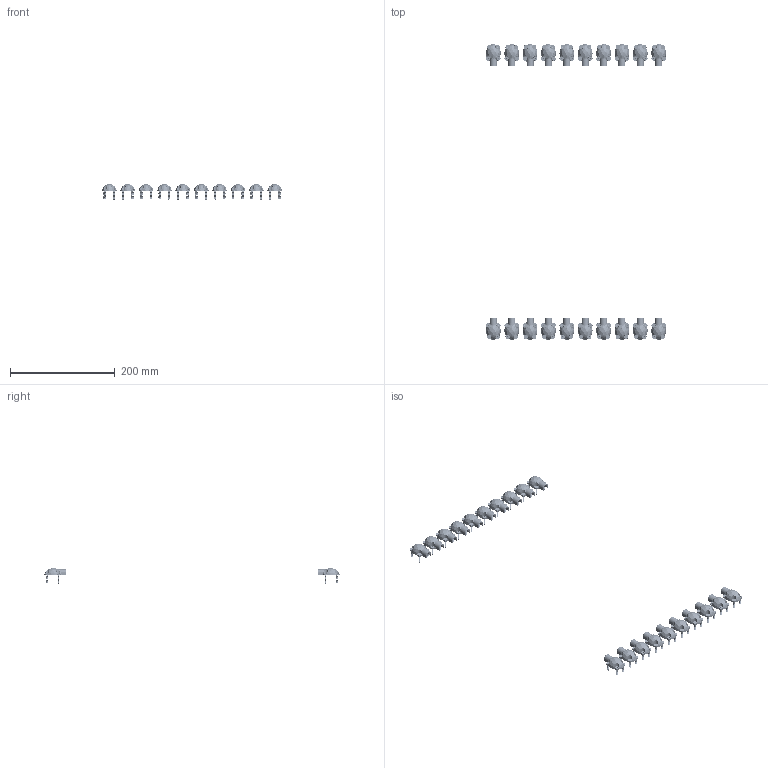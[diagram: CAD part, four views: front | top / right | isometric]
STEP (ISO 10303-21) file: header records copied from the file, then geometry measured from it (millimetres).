
FILE_DESCRIPTION (( 'STEP AP214' ), '1' );
FILE_NAME ('ECRLB7.STEP', '2021-08-03T14:07:49', ( '' ), ( '' ), 'SwSTEP 2.0', 'SolidWorks 2020', '' );
FILE_SCHEMA (( 'AUTOMOTIVE_DESIGN' ));
Length unit declared in the file: millimetre
Products named in the file (15): SCREW BAG FOR DL_SCREW BAG DL7; PP0053-PLASTIC END CAP ID7.2; MP0181-DL FIXING PART DIAM 7_MOULE ZAMACK; MP0179-OVOID END CAP DL DIAM 7_BLANC; ECRLB7; ISO 14586 - ST2.9 x 19-C-S_ISO 14586 - ST2.9 x 19-C-S
Assembly tree (114 placements, depth 3):
  ECRLB7
    MP0179-OVOID END CAP DL DIAM 7_BLANC  x20
    SCREW BAG FOR DL_SCREW BAG DL7
      ISO 14586 - ST2.9 x 19-C-S_ISO 14586 - ST2.9 x 19-C-S  x8
      MP0181-DL FIXING PART DIAM 7_MOULE ZAMACK  x2
      PP0053-PLASTIC END CAP ID7.2  x2
    SCREW BAG FOR DL_SCREW BAG DL7
      ISO 14586 - ST2.9 x 19-C-S_ISO 14586 - ST2.9 x 19-C-S  x8
    SCREW BAG FOR DL_SCREW BAG DL7
      ISO 14586 - ST2.9 x 19-C-S_ISO 14586 - ST2.9 x 19-C-S  x8
    SCREW BAG FOR DL_SCREW BAG DL7
      ISO 14586 - ST2.9 x 19-C-S_ISO 14586 - ST2.9 x 19-C-S  x8
    SCREW BAG FOR DL_SCREW BAG DL7
      ISO 14586 - ST2.9 x 19-C-S_ISO 14586 - ST2.9 x 19-C-S  x8
    SCREW BAG FOR DL_SCREW BAG DL7
      ISO 14586 - ST2.9 x 19-C-S_ISO 14586 - ST2.9 x 19-C-S  x8
    SCREW BAG FOR DL_SCREW BAG DL7
      ISO 14586 - ST2.9 x 19-C-S_ISO 14586 - ST2.9 x 19-C-S  x8
    SCREW BAG FOR DL_SCREW BAG DL7
      ISO 14586 - ST2.9 x 19-C-S_ISO 14586 - ST2.9 x 19-C-S  x8
    SCREW BAG FOR DL_SCREW BAG DL7
      ISO 14586 - ST2.9 x 19-C-S_ISO 14586 - ST2.9 x 19-C-S  x8
    SCREW BAG FOR DL_SCREW BAG DL7
      ISO 14586 - ST2.9 x 19-C-S_ISO 14586 - ST2.9 x 19-C-S  x8
Bounding box: 342.99 x 563.58 x 29.66 mm (x, y, z)
Volume: 76774.8 mm3; surface area: 98179.2 mm2
Topology: 104 solids, 104 shells, 11292 faces, 24216 edges, 13034 vertices
Faces by surface type: cone 5868, cylinder 2806, plane 1872, bspline 586, torus 160
Entity records: 10355 total; most frequent: CARTESIAN_POINT 3483, DIRECTION 1403, ORIENTED_EDGE 1250, EDGE_CURVE 625, AXIS2_PLACEMENT_3D 585, VERTEX_POINT 368, EDGE_LOOP 279, FACE_OUTER_BOUND 267
